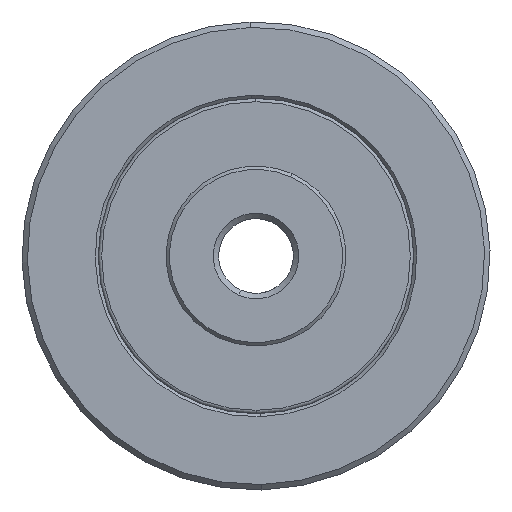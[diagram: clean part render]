
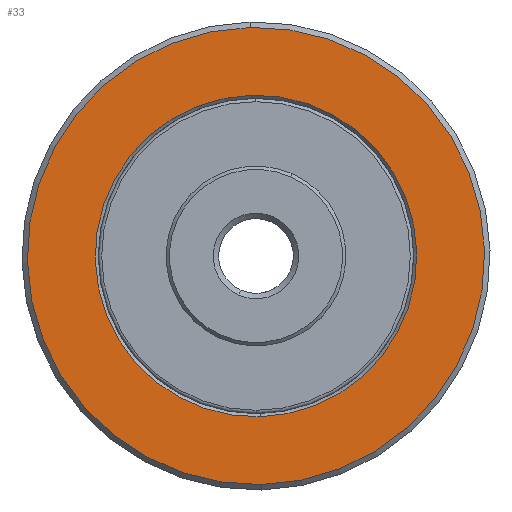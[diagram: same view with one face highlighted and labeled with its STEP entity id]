
A CAD part, left-side view. The second image highlights one B-rep face of the part: STEP entity #33.
In plain terms, the highlighted planar face has unit normal (-1, 0, 0).
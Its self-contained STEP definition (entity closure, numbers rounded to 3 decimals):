
#33 = ADVANCED_FACE ( 'NONE', ( #2184, #2188 ), #387, .T. ) ;
#167 = CARTESIAN_POINT ( 'NONE',  ( 0., 0.863, 33.689 ) ) ;
#229 = AXIS2_PLACEMENT_3D ( 'NONE', #928, #918, #910 ) ;
#355 = CARTESIAN_POINT ( 'NONE',  ( 0., 0.607, 23.692 ) ) ;
#375 = DIRECTION ( 'NONE',  ( -1., 0., 0. ) ) ;
#381 = CARTESIAN_POINT ( 'NONE',  ( 0., 23.692, -0.607 ) ) ;
#387 = PLANE ( 'NONE',  #1594 ) ;
#388 = DIRECTION ( 'NONE',  ( 0., 0.026, 1. ) ) ;
#459 = VERTEX_POINT ( 'NONE', #461 ) ;
#461 = CARTESIAN_POINT ( 'NONE',  ( 0., -0.863, -33.689 ) ) ;
#712 = CARTESIAN_POINT ( 'NONE',  ( 0., -0.607, -23.692 ) ) ;
#714 = AXIS2_PLACEMENT_3D ( 'NONE', #2465, #2464, #2448 ) ;
#745 = AXIS2_PLACEMENT_3D ( 'NONE', #2516, #2513, #2510 ) ;
#910 = DIRECTION ( 'NONE',  ( 0., -0.026, -1. ) ) ;
#918 = DIRECTION ( 'NONE',  ( 1., 0., 0. ) ) ;
#928 = CARTESIAN_POINT ( 'NONE',  ( 0., 0., 0. ) ) ;
#948 = AXIS2_PLACEMENT_3D ( 'NONE', #2053, #1726, #1869 ) ;
#1086 = EDGE_LOOP ( 'NONE', ( #2014, #2304 ) ) ;
#1211 = EDGE_LOOP ( 'NONE', ( #2007, #2039 ) ) ;
#1222 = CIRCLE ( 'NONE', #229, 23.7 ) ;
#1380 = CIRCLE ( 'NONE', #714, 33.7 ) ;
#1384 = CIRCLE ( 'NONE', #745, 23.7 ) ;
#1472 = CIRCLE ( 'NONE', #948, 33.7 ) ;
#1594 = AXIS2_PLACEMENT_3D ( 'NONE', #381, #375, #388 ) ;
#1726 = DIRECTION ( 'NONE',  ( 1., 0., 0. ) ) ;
#1869 = DIRECTION ( 'NONE',  ( 0., -0.026, -1. ) ) ;
#1924 = VERTEX_POINT ( 'NONE', #355 ) ;
#1971 = VERTEX_POINT ( 'NONE', #712 ) ;
#2007 = ORIENTED_EDGE ( 'NONE', *, *, #2104, .T. ) ;
#2014 = ORIENTED_EDGE ( 'NONE', *, *, #2120, .F. ) ;
#2039 = ORIENTED_EDGE ( 'NONE', *, *, #2227, .T. ) ;
#2042 = EDGE_CURVE ( 'NONE', #2297, #459, #1472, .T. ) ;
#2053 = CARTESIAN_POINT ( 'NONE',  ( 0., 0., 0. ) ) ;
#2104 = EDGE_CURVE ( 'NONE', #1924, #1971, #1384, .T. ) ;
#2120 = EDGE_CURVE ( 'NONE', #459, #2297, #1380, .T. ) ;
#2184 = FACE_BOUND ( 'NONE', #1211, .T. ) ;
#2188 = FACE_OUTER_BOUND ( 'NONE', #1086, .T. ) ;
#2227 = EDGE_CURVE ( 'NONE', #1971, #1924, #1222, .T. ) ;
#2297 = VERTEX_POINT ( 'NONE', #167 ) ;
#2304 = ORIENTED_EDGE ( 'NONE', *, *, #2042, .F. ) ;
#2448 = DIRECTION ( 'NONE',  ( 0., -0.026, -1. ) ) ;
#2464 = DIRECTION ( 'NONE',  ( 1., 0., 0. ) ) ;
#2465 = CARTESIAN_POINT ( 'NONE',  ( 0., 0., 0. ) ) ;
#2510 = DIRECTION ( 'NONE',  ( 0., -0.026, -1. ) ) ;
#2513 = DIRECTION ( 'NONE',  ( 1., 0., 0. ) ) ;
#2516 = CARTESIAN_POINT ( 'NONE',  ( 0., 0., 0. ) ) ;
